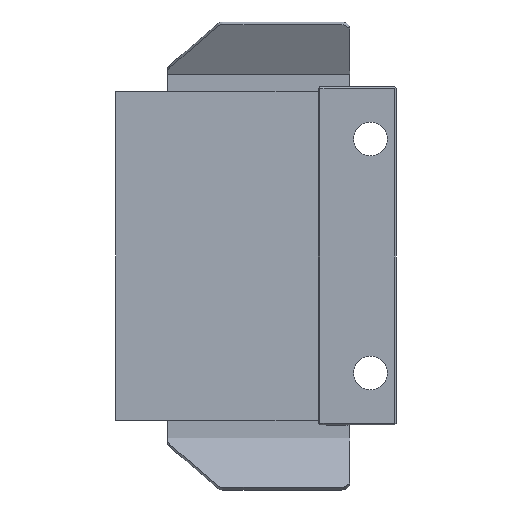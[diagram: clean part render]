
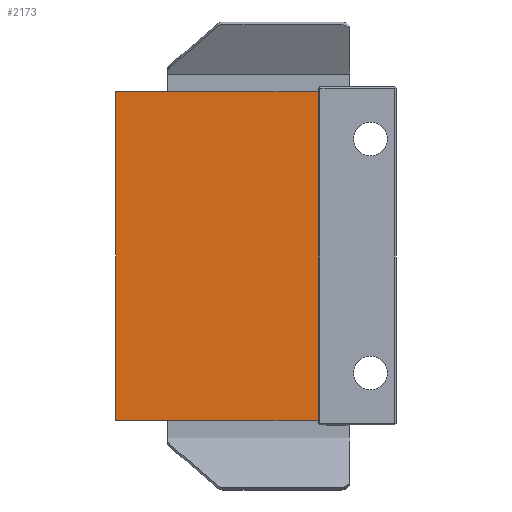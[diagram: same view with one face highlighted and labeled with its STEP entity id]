
A CAD part, left-side view. The second image highlights one B-rep face of the part: STEP entity #2173.
In plain terms, the highlighted face is planar.
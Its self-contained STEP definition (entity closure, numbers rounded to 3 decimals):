
#1871=CARTESIAN_POINT('',(1.0,0.0,31.55));
#1872=VERTEX_POINT('',#1871);
#1873=CARTESIAN_POINT('',(1.0,0.0,-31.55));
#1874=VERTEX_POINT('',#1873);
#1875=CARTESIAN_POINT('',(1.0,0.0,31.55));
#1876=DIRECTION('',(0.0,0.0,-1.0));
#1877=VECTOR('',#1876,63.1);
#1878=LINE('',#1875,#1877);
#1879=EDGE_CURVE('',#1872,#1874,#1878,.T.);
#2143=CARTESIAN_POINT('',(1.0,0.0,0.0));
#2144=DIRECTION('',(1.,0.012,0.0));
#2145=DIRECTION('',(0.0,0.0,-1.0));
#2146=AXIS2_PLACEMENT_3D('',#2143,#2144,#2145);
#2147=PLANE('',#2146);
#2148=CARTESIAN_POINT('',(1.5,-40.1,31.55));
#2149=VERTEX_POINT('',#2148);
#2150=CARTESIAN_POINT('',(1.0,0.0,31.55));
#2151=DIRECTION('',(0.012,-1.,0.0));
#2152=VECTOR('',#2151,40.103);
#2153=LINE('',#2150,#2152);
#2154=EDGE_CURVE('',#1872,#2149,#2153,.T.);
#2155=ORIENTED_EDGE('',*,*,#2154,.T.);
#2156=CARTESIAN_POINT('',(1.5,-40.1,-31.55));
#2157=VERTEX_POINT('',#2156);
#2158=CARTESIAN_POINT('',(1.5,-40.1,-31.55));
#2159=DIRECTION('',(0.0,0.0,1.0));
#2160=VECTOR('',#2159,63.1);
#2161=LINE('',#2158,#2160);
#2162=EDGE_CURVE('',#2157,#2149,#2161,.T.);
#2163=ORIENTED_EDGE('',*,*,#2162,.F.);
#2164=CARTESIAN_POINT('',(1.5,-40.1,-31.55));
#2165=DIRECTION('',(-0.012,1.,0.0));
#2166=VECTOR('',#2165,40.103);
#2167=LINE('',#2164,#2166);
#2168=EDGE_CURVE('',#2157,#1874,#2167,.T.);
#2169=ORIENTED_EDGE('',*,*,#2168,.T.);
#2170=ORIENTED_EDGE('',*,*,#1879,.F.);
#2171=EDGE_LOOP('',(#2155,#2163,#2169,#2170));
#2172=FACE_OUTER_BOUND('',#2171,.T.);
#2173=ADVANCED_FACE('',(#2172),#2147,.T.);
